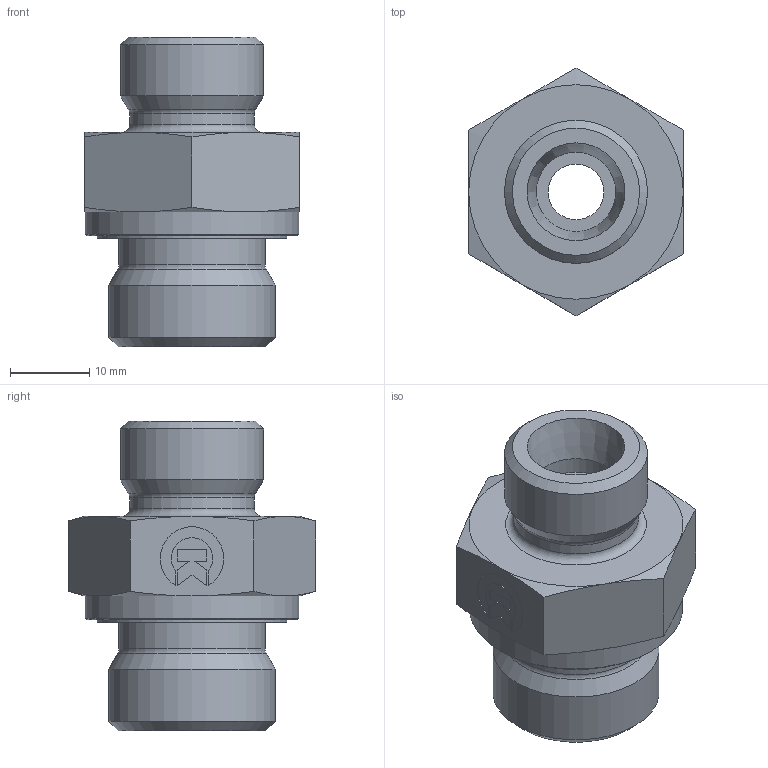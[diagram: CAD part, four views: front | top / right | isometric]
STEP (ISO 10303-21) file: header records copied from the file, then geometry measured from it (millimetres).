
FILE_DESCRIPTION((''),'2;1');
FILE_NAME('118104818.stp','2014-08-07T09:24:35',(''),('KNOMI spol. s r. o.'),'Autodesk Inventor 2012','Autodesk Inventor 2012','');
FILE_SCHEMA(('AUTOMOTIVE_DESIGN { 1 2 10303 214 0 1 1 1 }'));
Length unit declared in the file: millimetre
Products named in the file (3): PHER3 10SR1/2    G1/2/M18; 119 10 4818; 609210012
Assembly tree (2 placements, depth 2):
  PHER3 10SR1/2    G1/2/M18
    119 10 4818
    609210012
Bounding box: 27 x 31.18 x 39 mm (x, y, z)
Volume: 11644.4 mm3; surface area: 5829.2 mm2
Topology: 2 solids, 2 shells, 87 faces, 194 edges, 120 vertices
Faces by surface type: plane 45, cone 22, cylinder 15, torus 5
Full cylindrical faces by diameter (mm): 7 x1, 10 x1, 12 x1, 15.7 x1, 18 x1, 18.4 x1, 18.5 x1, 20.955 x1, 23.9 x1, 24 x1, 26.9 x1
Entity records: 2405 total; most frequent: CARTESIAN_POINT 424, DIRECTION 380, ORIENTED_EDGE 332, EDGE_CURVE 166, AXIS2_PLACEMENT_3D 146, EDGE_LOOP 126, VERTEX_POINT 118, STYLED_ITEM 89
